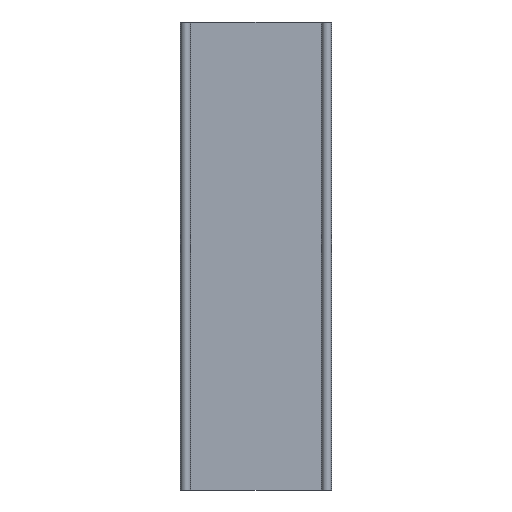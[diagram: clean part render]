
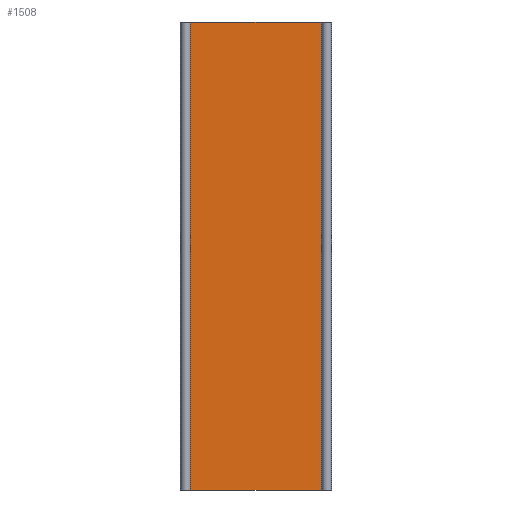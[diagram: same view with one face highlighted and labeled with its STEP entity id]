
A CAD part, left-side view. The second image highlights one B-rep face of the part: STEP entity #1508.
In plain terms, the highlighted planar face has unit normal (-1, 0, 0).
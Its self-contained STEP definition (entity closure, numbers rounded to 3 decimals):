
#301=DIRECTION('',(0.,0.,1.));
#302=VECTOR('',#301,120.);
#303=CARTESIAN_POINT('',(-0.8,36.,0.));
#304=LINE('',#303,#302);
#327=DIRECTION('',(0.,1.,0.));
#328=VECTOR('',#327,34.);
#329=CARTESIAN_POINT('',(-0.8,2.,120.));
#330=LINE('',#329,#328);
#343=DIRECTION('',(0.,1.,0.));
#344=VECTOR('',#343,34.);
#345=CARTESIAN_POINT('',(-0.8,2.,0.));
#346=LINE('',#345,#344);
#347=DIRECTION('',(0.,0.,1.));
#348=VECTOR('',#347,120.);
#349=CARTESIAN_POINT('',(-0.8,2.,0.));
#350=LINE('',#349,#348);
#781=CARTESIAN_POINT('',(-0.8,2.,0.));
#782=VERTEX_POINT('',#781);
#783=CARTESIAN_POINT('',(-0.8,36.,0.));
#784=VERTEX_POINT('',#783);
#797=CARTESIAN_POINT('',(-0.8,2.,120.));
#798=VERTEX_POINT('',#797);
#799=CARTESIAN_POINT('',(-0.8,36.,120.));
#800=VERTEX_POINT('',#799);
#1496=CARTESIAN_POINT('',(-0.8,2.,0.));
#1497=DIRECTION('',(1.,0.,0.));
#1498=DIRECTION('',(0.,1.,0.));
#1499=AXIS2_PLACEMENT_3D('',#1496,#1497,#1498);
#1500=PLANE('',#1499);
#1501=ORIENTED_EDGE('',*,*,#1489,.T.);
#1502=ORIENTED_EDGE('',*,*,#1434,.T.);
#1503=ORIENTED_EDGE('',*,*,#1462,.F.);
#1505=ORIENTED_EDGE('',*,*,#1504,.F.);
#1506=EDGE_LOOP('',(#1501,#1502,#1503,#1505));
#1507=FACE_OUTER_BOUND('',#1506,.F.);
#1508=ADVANCED_FACE('',(#1507),#1500,.F.);
#1434=EDGE_CURVE('',#784,#800,#304,.T.);
#1462=EDGE_CURVE('',#798,#800,#330,.T.);
#1489=EDGE_CURVE('',#782,#784,#346,.T.);
#1504=EDGE_CURVE('',#782,#798,#350,.T.);
